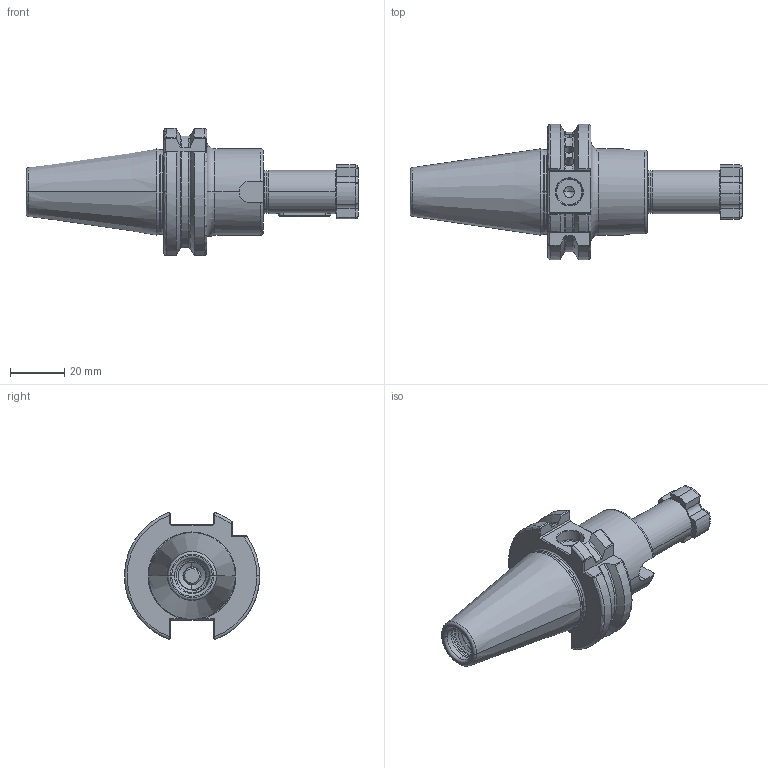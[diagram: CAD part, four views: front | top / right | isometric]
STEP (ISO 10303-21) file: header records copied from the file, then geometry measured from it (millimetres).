
FILE_DESCRIPTION (( 'STEP AP203' ), '1' );
FILE_NAME ('302.10.16.STEP', '2016-07-22T09:56:42', ( '' ), ( '' ), 'SwSTEP 2.0', 'SolidWorks 2012', '' );
FILE_SCHEMA (( 'CONFIG_CONTROL_DESIGN' ));
Length unit declared in the file: millimetre
Products named in the file (4): 302.10.16; SC16用鍵_4x4x20L; 十字螺絲FMB16
Assembly tree (3 placements, depth 2):
  302.10.16
    302.10.16
    SC16用鍵_4x4x20L
    十字螺絲FMB16
Bounding box: 122.8 x 50 x 47.05 mm (x, y, z)
Volume: 66805.1 mm3; surface area: 19888 mm2
Topology: 3 solids, 3 shells, 350 faces, 916 edges, 568 vertices
Faces by surface type: cylinder 143, plane 83, torus 51, cone 44, bspline 29
Entity records: 20873 total; most frequent: CARTESIAN_POINT 12698, ORIENTED_EDGE 1816, DIRECTION 1444, EDGE_CURVE 908, VERTEX_POINT 568, AXIS2_PLACEMENT_3D 557, EDGE_LOOP 358, FACE_OUTER_BOUND 350
